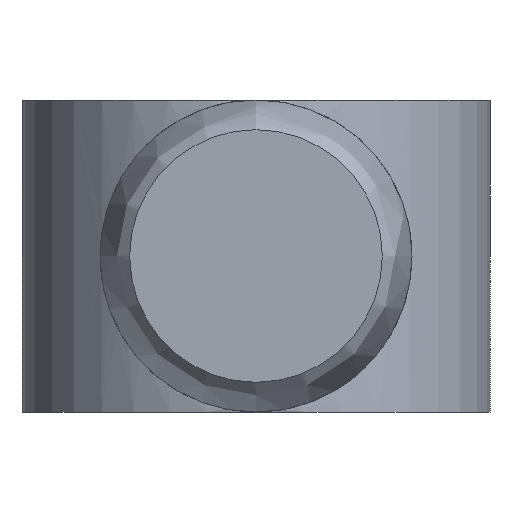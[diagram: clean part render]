
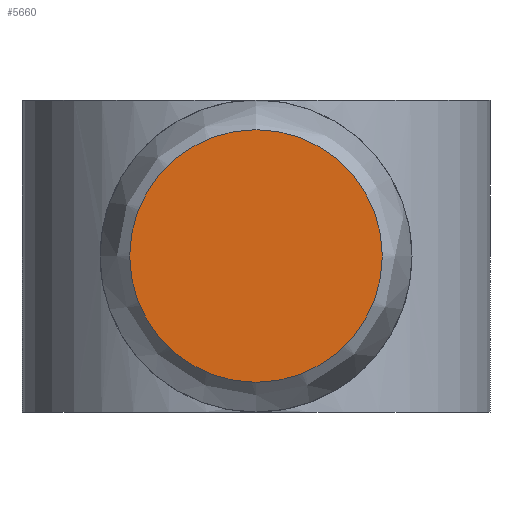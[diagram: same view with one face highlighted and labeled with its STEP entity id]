
A CAD part, left-side view. The second image highlights one B-rep face of the part: STEP entity #5660.
In plain terms, the highlighted planar face has unit normal (-1, 0, 0).
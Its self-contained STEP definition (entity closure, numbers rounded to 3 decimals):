
#1541=PLANE($,#5998);
#1741=FACE_OUTER_BOUND($,#2070,.T.);
#2070=EDGE_LOOP($,(#3930));
#2445=CIRCLE($,#5997,8.5);
#2477=VERTEX_POINT($,#7075);
#3061=EDGE_CURVE($,#2477,#2477,#2445,.T.);
#3930=ORIENTED_EDGE($,*,*,#3061,.F.);
#5660=ADVANCED_FACE($,(#1741),#1541,.F.);
#5997=AXIS2_PLACEMENT_3D($,#7076,#6198,#6199);
#5998=AXIS2_PLACEMENT_3D($,#7077,#6200,#6201);
#6198=DIRECTION('center_axis',(1.,0.,0.));
#6199=DIRECTION('ref_axis',(0.,0.,-1.));
#6200=DIRECTION('center_axis',(1.,0.,0.));
#6201=DIRECTION('ref_axis',(0.,0.,-1.));
#7075=CARTESIAN_POINT('',(-125.25,0.,8.5));
#7076=CARTESIAN_POINT('Origin',(-125.25,0.,0.));
#7077=CARTESIAN_POINT('Origin',(-125.25,0.,0.));
